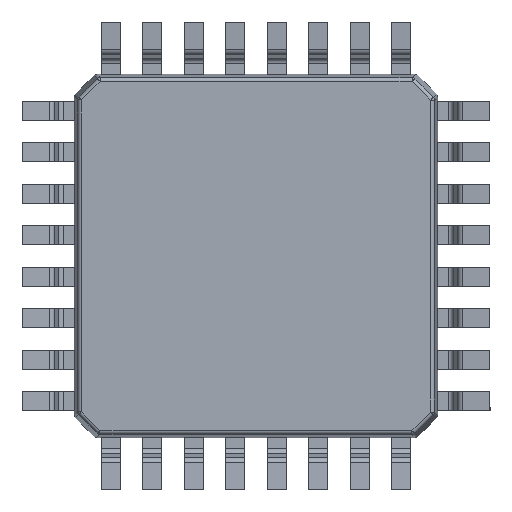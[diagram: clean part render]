
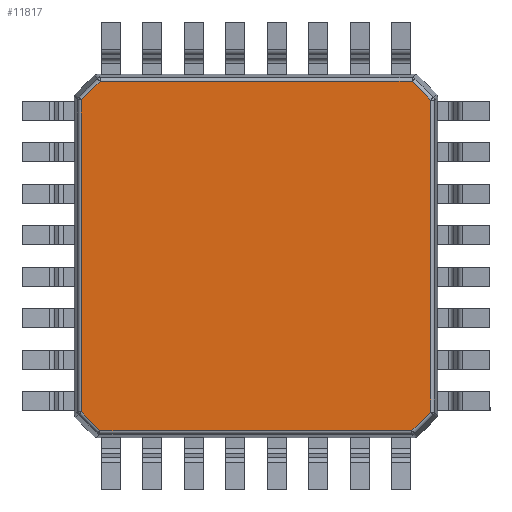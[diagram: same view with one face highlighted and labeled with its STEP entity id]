
A CAD part, front view. The second image highlights one B-rep face of the part: STEP entity #11817.
In plain terms, the highlighted planar face has unit normal (0, -1, 0).
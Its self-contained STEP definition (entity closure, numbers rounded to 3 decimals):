
#435 = CARTESIAN_POINT ( 'NONE',  ( 3.03, 0.05, -3.366 ) ) ;
#915 = DIRECTION ( 'NONE',  ( 0.704, 0., -0.71 ) ) ;
#1055 = VECTOR ( 'NONE', #22792, 1000. ) ;
#1189 = ORIENTED_EDGE ( 'NONE', *, *, #22443, .T. ) ;
#2254 = LINE ( 'NONE', #4361, #15212 ) ;
#3369 = EDGE_CURVE ( 'NONE', #17369, #21759, #10281, .T. ) ;
#3541 = ORIENTED_EDGE ( 'NONE', *, *, #7576, .T. ) ;
#4361 = CARTESIAN_POINT ( 'NONE',  ( 3.366, 0.05, 3.03 ) ) ;
#4472 = CARTESIAN_POINT ( 'NONE',  ( -3.366, 0.05, -3.005 ) ) ;
#4645 = FACE_OUTER_BOUND ( 'NONE', #9749, .T. ) ;
#5300 = PLANE ( 'NONE',  #18503 ) ;
#5768 = DIRECTION ( 'NONE',  ( -0.704, 0., 0.71 ) ) ;
#5892 = CARTESIAN_POINT ( 'NONE',  ( -3.366, 0.05, 3.008 ) ) ;
#6169 = VECTOR ( 'NONE', #9258, 1000. ) ;
#6724 = VERTEX_POINT ( 'NONE', #19637 ) ;
#6785 = LINE ( 'NONE', #14265, #11481 ) ;
#7200 = ORIENTED_EDGE ( 'NONE', *, *, #15438, .T. ) ;
#7576 = EDGE_CURVE ( 'NONE', #21759, #6724, #21089, .T. ) ;
#7636 = VERTEX_POINT ( 'NONE', #5892 ) ;
#8365 = LINE ( 'NONE', #16310, #11726 ) ;
#8487 = ORIENTED_EDGE ( 'NONE', *, *, #18323, .T. ) ;
#8523 = EDGE_CURVE ( 'NONE', #9831, #17369, #15224, .T. ) ;
#8555 = DIRECTION ( 'NONE',  ( 0., 1., 0. ) ) ;
#8846 = EDGE_CURVE ( 'NONE', #12682, #10230, #19854, .T. ) ;
#9176 = CARTESIAN_POINT ( 'NONE',  ( -3.005, 0.05, 3.366 ) ) ;
#9258 = DIRECTION ( 'NONE',  ( 1., 0., 0. ) ) ;
#9749 = EDGE_LOOP ( 'NONE', ( #8487, #17949, #19752, #3541, #22059, #7200, #21272, #1189 ) ) ;
#9831 = VERTEX_POINT ( 'NONE', #4472 ) ;
#10199 = DIRECTION ( 'NONE',  ( 0., 0., 1. ) ) ;
#10230 = VERTEX_POINT ( 'NONE', #9176 ) ;
#10281 = LINE ( 'NONE', #435, #6169 ) ;
#10535 = VECTOR ( 'NONE', #915, 1000. ) ;
#11152 = CARTESIAN_POINT ( 'NONE',  ( 3.366, 0.05, 3.005 ) ) ;
#11481 = VECTOR ( 'NONE', #16020, 1000. ) ;
#11726 = VECTOR ( 'NONE', #5768, 1000. ) ;
#11817 = ADVANCED_FACE ( 'NONE', ( #4645 ), #5300, .F. ) ;
#12433 = CARTESIAN_POINT ( 'NONE',  ( -3.03, 0.05, 3.366 ) ) ;
#12682 = VERTEX_POINT ( 'NONE', #16683 ) ;
#14265 = CARTESIAN_POINT ( 'NONE',  ( -3.366, 0.05, -3.03 ) ) ;
#14877 = LINE ( 'NONE', #20792, #19299 ) ;
#15212 = VECTOR ( 'NONE', #18603, 1000. ) ;
#15224 = LINE ( 'NONE', #18541, #10535 ) ;
#15438 = EDGE_CURVE ( 'NONE', #22880, #12682, #8365, .T. ) ;
#16020 = DIRECTION ( 'NONE',  ( 0., 0., -1. ) ) ;
#16274 = CARTESIAN_POINT ( 'NONE',  ( 3.005, 0.05, -3.366 ) ) ;
#16310 = CARTESIAN_POINT ( 'NONE',  ( 2.986, 0.05, 3.388 ) ) ;
#16683 = CARTESIAN_POINT ( 'NONE',  ( 3.008, 0.05, 3.366 ) ) ;
#17369 = VERTEX_POINT ( 'NONE', #19868 ) ;
#17949 = ORIENTED_EDGE ( 'NONE', *, *, #8523, .T. ) ;
#18059 = VECTOR ( 'NONE', #21697, 1000. ) ;
#18223 = CARTESIAN_POINT ( 'NONE',  ( 3.388, 0.05, -2.986 ) ) ;
#18323 = EDGE_CURVE ( 'NONE', #7636, #9831, #6785, .T. ) ;
#18503 = AXIS2_PLACEMENT_3D ( 'NONE', #19381, #8555, #10199 ) ;
#18541 = CARTESIAN_POINT ( 'NONE',  ( -2.986, 0.05, -3.388 ) ) ;
#18603 = DIRECTION ( 'NONE',  ( 0., 0., 1. ) ) ;
#19299 = VECTOR ( 'NONE', #22538, 1000. ) ;
#19381 = CARTESIAN_POINT ( 'NONE',  ( 0., 0.05, 0. ) ) ;
#19637 = CARTESIAN_POINT ( 'NONE',  ( 3.366, 0.05, -3.008 ) ) ;
#19752 = ORIENTED_EDGE ( 'NONE', *, *, #3369, .T. ) ;
#19854 = LINE ( 'NONE', #12433, #1055 ) ;
#19868 = CARTESIAN_POINT ( 'NONE',  ( -3.008, 0.05, -3.366 ) ) ;
#20792 = CARTESIAN_POINT ( 'NONE',  ( -3.388, 0.05, 2.986 ) ) ;
#21089 = LINE ( 'NONE', #18223, #18059 ) ;
#21272 = ORIENTED_EDGE ( 'NONE', *, *, #8846, .T. ) ;
#21697 = DIRECTION ( 'NONE',  ( 0.71, 0., 0.704 ) ) ;
#21759 = VERTEX_POINT ( 'NONE', #16274 ) ;
#21912 = EDGE_CURVE ( 'NONE', #6724, #22880, #2254, .T. ) ;
#22059 = ORIENTED_EDGE ( 'NONE', *, *, #21912, .T. ) ;
#22443 = EDGE_CURVE ( 'NONE', #10230, #7636, #14877, .T. ) ;
#22538 = DIRECTION ( 'NONE',  ( -0.71, 0., -0.704 ) ) ;
#22792 = DIRECTION ( 'NONE',  ( -1., 0., 0. ) ) ;
#22880 = VERTEX_POINT ( 'NONE', #11152 ) ;
